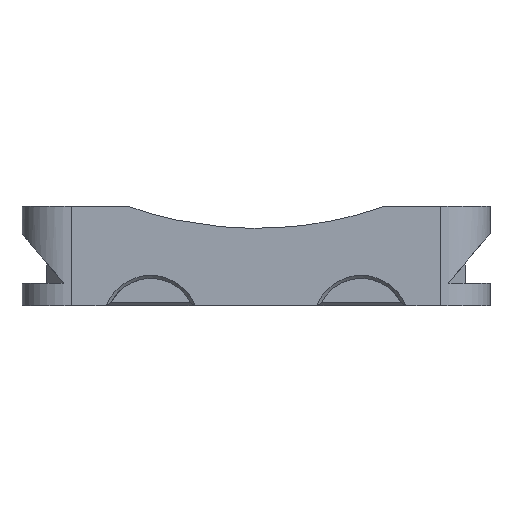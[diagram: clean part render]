
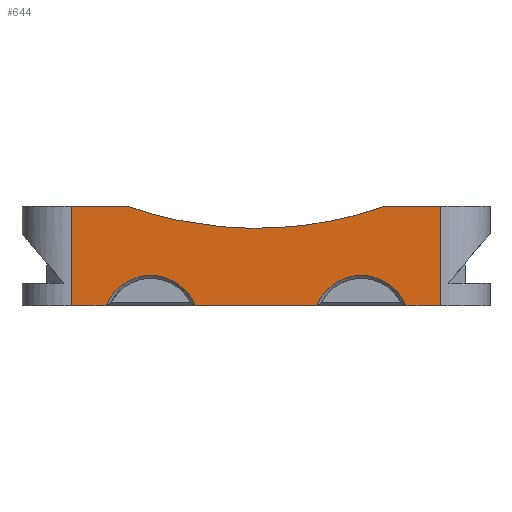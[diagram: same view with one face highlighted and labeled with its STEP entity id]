
A CAD part, front view. The second image highlights one B-rep face of the part: STEP entity #644.
In plain terms, the highlighted planar face has unit normal (0, -1, 0).
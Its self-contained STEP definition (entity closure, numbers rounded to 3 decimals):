
#44=CIRCLE('',#679,3.875);
#46=CIRCLE('',#687,3.875);
#73=FACE_OUTER_BOUND('',#107,.T.);
#107=EDGE_LOOP('',(#494,#495,#496,#497,#498,#499,#500,#501,#502,#503));
#131=B_SPLINE_CURVE_WITH_KNOTS('',3,(#1137,#1138,#1139,#1140,#1141,#1142,
#1143,#1144,#1145,#1146,#1147,#1148,#1149,#1150,#1151,#1152,#1153,#1154,
#1155,#1156),.UNSPECIFIED.,.F.,.F.,(4,2,2,2,2,2,2,2,2,4),(0.,0.477,
0.807,0.942,1.032,1.117,1.232,
1.455,1.747,2.089),.UNSPECIFIED.);
#137=LINE('',#916,#194);
#157=LINE('',#1176,#214);
#158=LINE('',#1179,#215);
#159=LINE('',#1180,#216);
#160=LINE('',#1181,#217);
#161=LINE('',#1183,#218);
#162=LINE('',#1184,#219);
#194=VECTOR('',#734,10.);
#214=VECTOR('',#818,10.);
#215=VECTOR('',#821,10.);
#216=VECTOR('',#822,10.);
#217=VECTOR('',#823,10.);
#218=VECTOR('',#824,10.);
#219=VECTOR('',#825,10.);
#252=VERTEX_POINT('',#913);
#253=VERTEX_POINT('',#915);
#269=VERTEX_POINT('',#966);
#270=VERTEX_POINT('',#970);
#278=VERTEX_POINT('',#1002);
#279=VERTEX_POINT('',#1003);
#287=VERTEX_POINT('',#1136);
#289=VERTEX_POINT('',#1174);
#290=VERTEX_POINT('',#1178);
#291=VERTEX_POINT('',#1182);
#317=EDGE_CURVE('',#252,#253,#137,.T.);
#338=EDGE_CURVE('',#269,#270,#44,.T.);
#350=EDGE_CURVE('',#278,#279,#46,.T.);
#363=EDGE_CURVE('',#287,#253,#131,.T.);
#368=EDGE_CURVE('',#287,#289,#157,.T.);
#369=EDGE_CURVE('',#290,#252,#158,.T.);
#370=EDGE_CURVE('',#290,#279,#159,.T.);
#371=EDGE_CURVE('',#278,#270,#160,.T.);
#372=EDGE_CURVE('',#269,#291,#161,.T.);
#373=EDGE_CURVE('',#289,#291,#162,.T.);
#494=ORIENTED_EDGE('',*,*,#369,.F.);
#495=ORIENTED_EDGE('',*,*,#370,.T.);
#496=ORIENTED_EDGE('',*,*,#350,.F.);
#497=ORIENTED_EDGE('',*,*,#371,.T.);
#498=ORIENTED_EDGE('',*,*,#338,.F.);
#499=ORIENTED_EDGE('',*,*,#372,.T.);
#500=ORIENTED_EDGE('',*,*,#373,.F.);
#501=ORIENTED_EDGE('',*,*,#368,.F.);
#502=ORIENTED_EDGE('',*,*,#363,.T.);
#503=ORIENTED_EDGE('',*,*,#317,.F.);
#612=PLANE('',#698);
#644=ADVANCED_FACE('',(#73),#612,.F.);
#679=AXIS2_PLACEMENT_3D('',#971,#772,#773);
#687=AXIS2_PLACEMENT_3D('',#1004,#793,#794);
#698=AXIS2_PLACEMENT_3D('',#1177,#819,#820);
#734=DIRECTION('',(1.,0.,0.));
#772=DIRECTION('center_axis',(0.,-1.,0.));
#773=DIRECTION('ref_axis',(1.,0.,0.));
#793=DIRECTION('center_axis',(0.,-1.,0.));
#794=DIRECTION('ref_axis',(-1.,0.,0.));
#818=DIRECTION('',(1.,0.,0.));
#819=DIRECTION('center_axis',(0.,1.,0.));
#820=DIRECTION('ref_axis',(1.,0.,0.));
#821=DIRECTION('',(0.,0.,1.));
#822=DIRECTION('',(1.,0.,0.));
#823=DIRECTION('',(1.,0.,0.));
#824=DIRECTION('',(1.,0.,0.));
#825=DIRECTION('',(0.,0.,-1.));
#913=CARTESIAN_POINT('',(-14.9,3.6,1.089));
#915=CARTESIAN_POINT('',(-10.28,3.6,1.089));
#916=CARTESIAN_POINT('',(-18.9,3.6,1.089));
#966=CARTESIAN_POINT('',(12.098,3.6,-6.911));
#970=CARTESIAN_POINT('',(4.902,3.6,-6.911));
#971=CARTESIAN_POINT('Origin',(8.5,3.6,-8.351));
#1002=CARTESIAN_POINT('',(-4.902,3.6,-6.911));
#1003=CARTESIAN_POINT('',(-12.098,3.6,-6.911));
#1004=CARTESIAN_POINT('Origin',(-8.5,3.6,-8.351));
#1136=CARTESIAN_POINT('',(10.28,3.6,1.089));
#1137=CARTESIAN_POINT('Ctrl Pts',(10.28,3.6,1.089));
#1138=CARTESIAN_POINT('Ctrl Pts',(8.789,3.6,0.533));
#1139=CARTESIAN_POINT('Ctrl Pts',(7.214,3.6,0.119));
#1140=CARTESIAN_POINT('Ctrl Pts',(4.566,3.6,-0.363));
#1141=CARTESIAN_POINT('Ctrl Pts',(3.469,3.6,-0.501));
#1142=CARTESIAN_POINT('Ctrl Pts',(1.923,3.6,-0.616));
#1143=CARTESIAN_POINT('Ctrl Pts',(1.473,3.6,-0.64));
#1144=CARTESIAN_POINT('Ctrl Pts',(0.723,3.6,-0.664));
#1145=CARTESIAN_POINT('Ctrl Pts',(0.423,3.6,-0.669));
#1146=CARTESIAN_POINT('Ctrl Pts',(-0.164,3.6,-0.672));
#1147=CARTESIAN_POINT('Ctrl Pts',(-0.451,3.6,-0.669));
#1148=CARTESIAN_POINT('Ctrl Pts',(-1.12,3.6,-0.653));
#1149=CARTESIAN_POINT('Ctrl Pts',(-1.502,3.6,-0.638));
#1150=CARTESIAN_POINT('Ctrl Pts',(-2.627,3.6,-0.572));
#1151=CARTESIAN_POINT('Ctrl Pts',(-3.369,3.6,-0.502));
#1152=CARTESIAN_POINT('Ctrl Pts',(-5.074,3.6,-0.28));
#1153=CARTESIAN_POINT('Ctrl Pts',(-6.04,3.6,-0.109));
#1154=CARTESIAN_POINT('Ctrl Pts',(-8.102,3.6,0.366));
#1155=CARTESIAN_POINT('Ctrl Pts',(-9.211,3.6,0.69));
#1156=CARTESIAN_POINT('Ctrl Pts',(-10.28,3.6,1.089));
#1174=CARTESIAN_POINT('',(14.9,3.6,1.089));
#1176=CARTESIAN_POINT('',(-18.9,3.6,1.089));
#1177=CARTESIAN_POINT('Origin',(0.,3.6,-2.911));
#1178=CARTESIAN_POINT('',(-14.9,3.6,-6.911));
#1179=CARTESIAN_POINT('',(-14.9,3.6,-2.001));
#1180=CARTESIAN_POINT('',(-18.9,3.6,-6.911));
#1181=CARTESIAN_POINT('',(-18.9,3.6,-6.911));
#1182=CARTESIAN_POINT('',(14.9,3.6,-6.911));
#1183=CARTESIAN_POINT('',(-18.9,3.6,-6.911));
#1184=CARTESIAN_POINT('',(14.9,3.6,-0.911));
